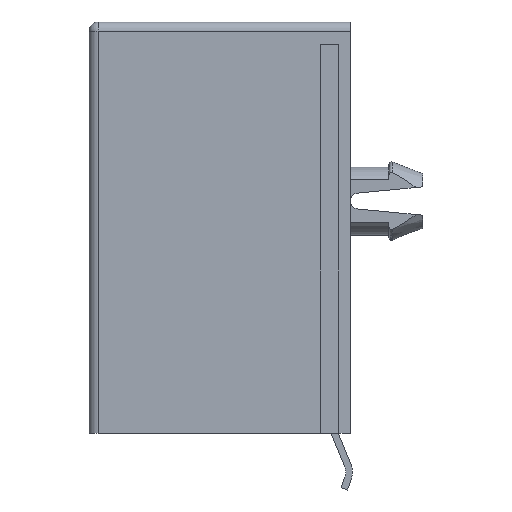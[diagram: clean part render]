
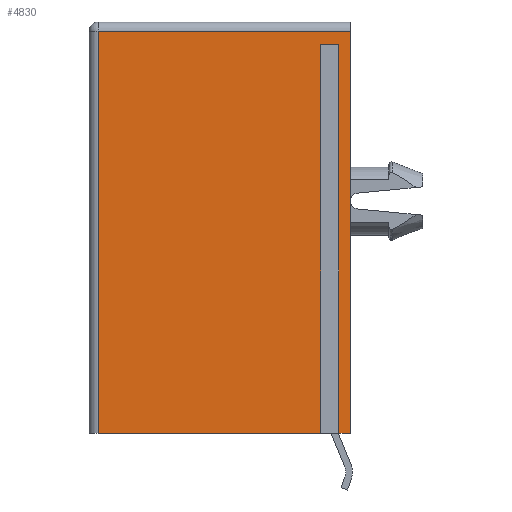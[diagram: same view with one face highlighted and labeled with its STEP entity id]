
A CAD part, left-side view. The second image highlights one B-rep face of the part: STEP entity #4830.
In plain terms, the highlighted planar face has unit normal (-1, 0, 0).
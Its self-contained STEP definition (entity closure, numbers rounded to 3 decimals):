
#136 = CARTESIAN_POINT ( 'NONE',  ( -5.6, 0., -18.1 ) ) ;
#215 = DIRECTION ( 'NONE',  ( 0., -1., 0. ) ) ;
#214 = CARTESIAN_POINT ( 'NONE',  ( -5.6, 0.5, -1. ) ) ;
#262 = CARTESIAN_POINT ( 'NONE',  ( -5.6, 0., -0.4 ) ) ;
#305 = DIRECTION ( 'NONE',  ( 0., -1., 0. ) ) ;
#333 = EDGE_CURVE ( 'NONE', #2214, #4772, #5219, .T. ) ;
#461 = VERTEX_POINT ( 'NONE', #3902 ) ;
#931 = VERTEX_POINT ( 'NONE', #5116 ) ;
#1009 = VERTEX_POINT ( 'NONE', #1673 ) ;
#1102 = CARTESIAN_POINT ( 'NONE',  ( -5.6, 1.3, -1. ) ) ;
#1124 = LINE ( 'NONE', #2544, #6141 ) ;
#1227 = EDGE_CURVE ( 'NONE', #4772, #1476, #2751, .T. ) ;
#1476 = VERTEX_POINT ( 'NONE', #136 ) ;
#1535 = AXIS2_PLACEMENT_3D ( 'NONE', #6323, #3327, #305 ) ;
#1615 = DIRECTION ( 'NONE',  ( 0., 0., -1. ) ) ;
#1673 = CARTESIAN_POINT ( 'NONE',  ( -5.6, 11.1, -18.1 ) ) ;
#1784 = EDGE_CURVE ( 'NONE', #3514, #461, #1124, .T. ) ;
#2004 = EDGE_CURVE ( 'NONE', #461, #1009, #2150, .T. ) ;
#2140 = ORIENTED_EDGE ( 'NONE', *, *, #6306, .F. ) ;
#2150 = LINE ( 'NONE', #3803, #4633 ) ;
#2205 = EDGE_CURVE ( 'NONE', #1009, #931, #6292, .T. ) ;
#2214 = VERTEX_POINT ( 'NONE', #214 ) ;
#2277 = ORIENTED_EDGE ( 'NONE', *, *, #6083, .F. ) ;
#2468 = ORIENTED_EDGE ( 'NONE', *, *, #2205, .T. ) ;
#2544 = CARTESIAN_POINT ( 'NONE',  ( -5.6, 11.5, -0.4 ) ) ;
#2563 = DIRECTION ( 'NONE',  ( 0., 1., 0. ) ) ;
#2580 = VECTOR ( 'NONE', #1615, 1000. ) ;
#2583 = VECTOR ( 'NONE', #4475, 1000. ) ;
#2724 = LINE ( 'NONE', #1102, #2580 ) ;
#2732 = DIRECTION ( 'NONE',  ( 0., -1., 0. ) ) ;
#2751 = LINE ( 'NONE', #3280, #5399 ) ;
#2950 = CARTESIAN_POINT ( 'NONE',  ( -5.6, 0.5, -1. ) ) ;
#3032 = LINE ( 'NONE', #5209, #5522 ) ;
#3225 = VERTEX_POINT ( 'NONE', #3857 ) ;
#3280 = CARTESIAN_POINT ( 'NONE',  ( -5.6, 0., -18.1 ) ) ;
#3327 = DIRECTION ( 'NONE',  ( -1., 0., 0. ) ) ;
#3404 = FACE_OUTER_BOUND ( 'NONE', #6370, .T. ) ;
#3406 = ORIENTED_EDGE ( 'NONE', *, *, #333, .T. ) ;
#3514 = VERTEX_POINT ( 'NONE', #262 ) ;
#3605 = ORIENTED_EDGE ( 'NONE', *, *, #1227, .T. ) ;
#3717 = LINE ( 'NONE', #3750, #4884 ) ;
#3750 = CARTESIAN_POINT ( 'NONE',  ( -5.6, 0., -18.1 ) ) ;
#3777 = CARTESIAN_POINT ( 'NONE',  ( -5.6, 0.5, -18.1 ) ) ;
#3799 = PLANE ( 'NONE',  #1535 ) ;
#3803 = CARTESIAN_POINT ( 'NONE',  ( -5.6, 11.1, -18.1 ) ) ;
#3857 = CARTESIAN_POINT ( 'NONE',  ( -5.6, 1.3, -1. ) ) ;
#3902 = CARTESIAN_POINT ( 'NONE',  ( -5.6, 11.1, -0.4 ) ) ;
#3911 = ORIENTED_EDGE ( 'NONE', *, *, #1784, .T. ) ;
#4055 = ORIENTED_EDGE ( 'NONE', *, *, #4779, .T. ) ;
#4274 = DIRECTION ( 'NONE',  ( 0., 0., 1. ) ) ;
#4300 = DIRECTION ( 'NONE',  ( 0., 0., -1. ) ) ;
#4475 = DIRECTION ( 'NONE',  ( 0., 0., -1. ) ) ;
#4633 = VECTOR ( 'NONE', #4300, 1000. ) ;
#4772 = VERTEX_POINT ( 'NONE', #3777 ) ;
#4779 = EDGE_CURVE ( 'NONE', #1476, #3514, #3717, .T. ) ;
#4796 = VECTOR ( 'NONE', #2732, 1000. ) ;
#4830 = ADVANCED_FACE ( 'NONE', ( #3404 ), #3799, .T. ) ;
#4884 = VECTOR ( 'NONE', #4274, 1000. ) ;
#4956 = ORIENTED_EDGE ( 'NONE', *, *, #2004, .T. ) ;
#5116 = CARTESIAN_POINT ( 'NONE',  ( -5.6, 1.3, -18.1 ) ) ;
#5209 = CARTESIAN_POINT ( 'NONE',  ( -5.6, 1.3, -1. ) ) ;
#5219 = LINE ( 'NONE', #2950, #2583 ) ;
#5399 = VECTOR ( 'NONE', #215, 1000. ) ;
#5522 = VECTOR ( 'NONE', #5734, 1000. ) ;
#5734 = DIRECTION ( 'NONE',  ( 0., 1., 0. ) ) ;
#5743 = CARTESIAN_POINT ( 'NONE',  ( -5.6, 0., -18.1 ) ) ;
#6083 = EDGE_CURVE ( 'NONE', #3225, #931, #2724, .T. ) ;
#6141 = VECTOR ( 'NONE', #2563, 1000. ) ;
#6292 = LINE ( 'NONE', #5743, #4796 ) ;
#6306 = EDGE_CURVE ( 'NONE', #2214, #3225, #3032, .T. ) ;
#6323 = CARTESIAN_POINT ( 'NONE',  ( -5.6, 0., -18.1 ) ) ;
#6370 = EDGE_LOOP ( 'NONE', ( #2277, #2140, #3406, #3605, #4055, #3911, #4956, #2468 ) ) ;
